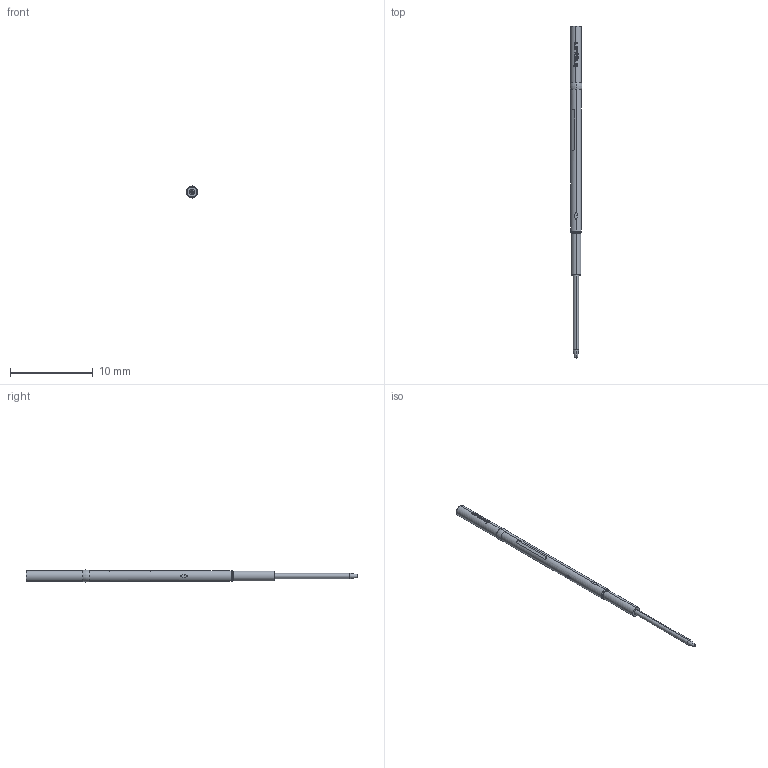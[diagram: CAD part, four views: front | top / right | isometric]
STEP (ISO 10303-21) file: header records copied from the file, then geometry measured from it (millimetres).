
FILE_DESCRIPTION (( 'STEP AP203' ), '1' );
FILE_NAME ('INGUN_KS-075_44_G.STEP', '2022-02-09T05:37:42', ( 'ochi' ), ( '' ), 'SwSTEP 2.0', 'SolidWorks 2018', '' );
FILE_SCHEMA (( 'CONFIG_CONTROL_DESIGN' ));
Length unit declared in the file: millimetre
Products named in the file (1): INGUN_KS-075_44_G
Bounding box: 1.44 x 40 x 1.45 mm (x, y, z)
Volume: 42.6 mm3; surface area: 144 mm2
Topology: 1 solids, 1 shells, 115 faces, 308 edges, 202 vertices
Faces by surface type: plane 46, cylinder 39, bspline 22, torus 8
Entity records: 4787 total; most frequent: CARTESIAN_POINT 2348, ORIENTED_EDGE 616, EDGE_CURVE 308, DIRECTION 286, B_SPLINE_CURVE_WITH_KNOTS 238, VERTEX_POINT 202, EDGE_LOOP 122, AXIS2_PLACEMENT_3D 122
